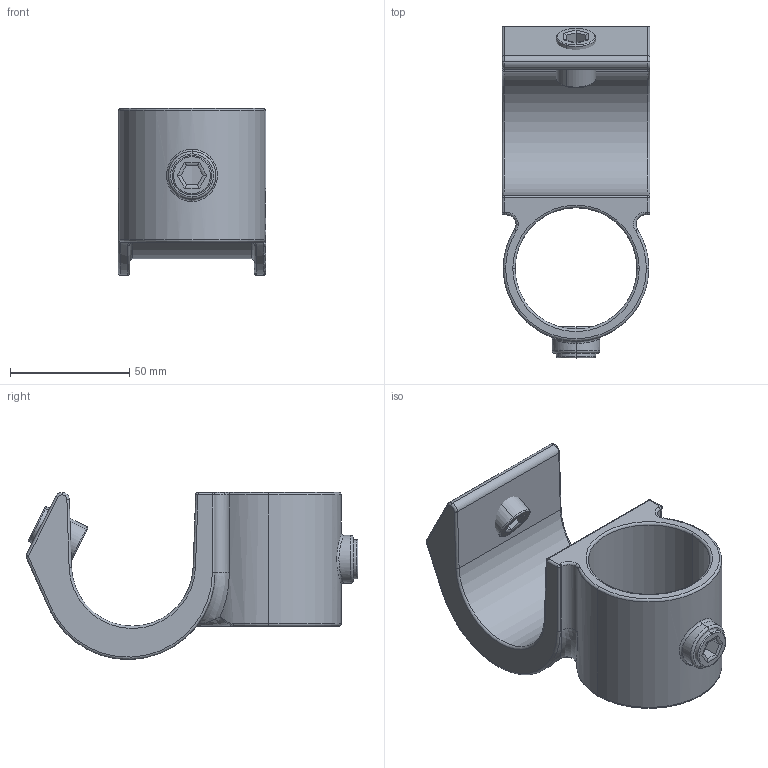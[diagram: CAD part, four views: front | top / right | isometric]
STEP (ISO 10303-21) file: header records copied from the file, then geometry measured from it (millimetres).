
FILE_DESCRIPTION (( 'STEP AP203' ), '1' );
FILE_NAME ('201-D48.STEP', '2019-07-09T10:04:42', ( '' ), ( '' ), 'SwSTEP 2.0', 'SolidWorks 2015', '' );
FILE_SCHEMA (( 'CONFIG_CONTROL_DESIGN' ));
Length unit declared in the file: millimetre
Products named in the file (4): 201-D48; 201-D48 Teil 3; 201-D48 Teil 2; 201-D48 Teil 1_201-D48 Teil 1
Assembly tree (3 placements, depth 2):
  201-D48
    201-D48 Teil 1_201-D48 Teil 1
    201-D48 Teil 2
    201-D48 Teil 3
Bounding box: 62 x 139.12 x 70 mm (x, y, z)
Volume: 140030.2 mm3; surface area: 44290.5 mm2
Topology: 3 solids, 3 shells, 173 faces, 399 edges, 222 vertices
Faces by surface type: cylinder 76, torus 39, plane 32, bspline 16, sphere 10
Entity records: 6481 total; most frequent: CARTESIAN_POINT 2347, DIRECTION 824, ORIENTED_EDGE 770, EDGE_CURVE 385, AXIS2_PLACEMENT_3D 340, VERTEX_POINT 218, EDGE_LOOP 183, CIRCLE 177
